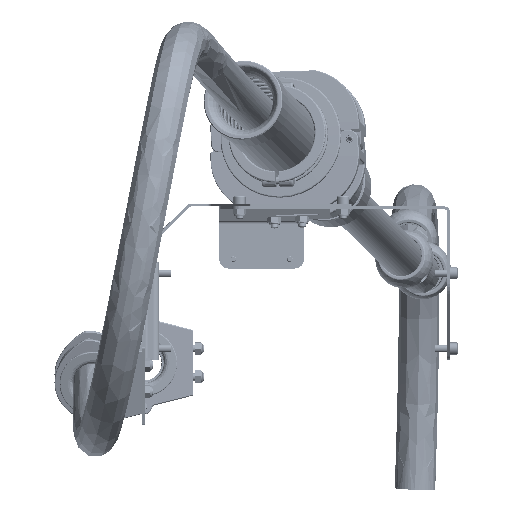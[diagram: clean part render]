
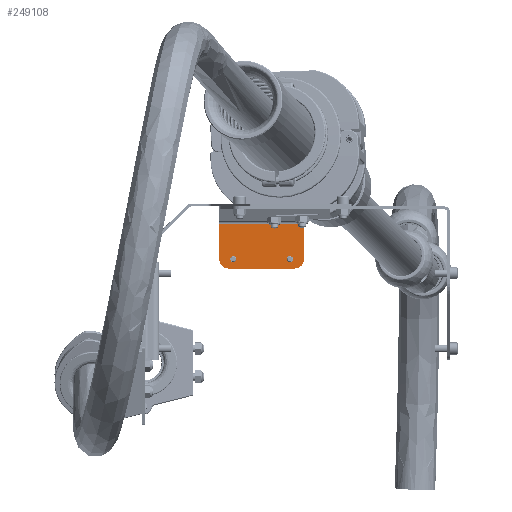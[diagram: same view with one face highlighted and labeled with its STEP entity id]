
A CAD part, left-side view. The second image highlights one B-rep face of the part: STEP entity #249108.
In plain terms, the highlighted planar face has unit normal (-1, 0, 0).
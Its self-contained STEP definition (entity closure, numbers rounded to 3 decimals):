
#1537 = CARTESIAN_POINT ( 'NONE',  ( 423., 62., 1933.261 ) ) ;
#4115 = VERTEX_POINT ( 'NONE', #203511 ) ;
#5508 = DIRECTION ( 'NONE',  ( -1., 0., 0. ) ) ;
#6494 = CIRCLE ( 'NONE', #168133, 10. ) ;
#11872 = CARTESIAN_POINT ( 'NONE',  ( 423., 142., 1875.013 ) ) ;
#15232 = VECTOR ( 'NONE', #293848, 1000. ) ;
#17739 = EDGE_LOOP ( 'NONE', ( #20931, #192754 ) ) ;
#18012 = LINE ( 'NONE', #1537, #203431 ) ;
#20931 = ORIENTED_EDGE ( 'NONE', *, *, #159630, .F. ) ;
#24338 = ORIENTED_EDGE ( 'NONE', *, *, #224228, .F. ) ;
#24967 = CIRCLE ( 'NONE', #210417, 3.3 ) ;
#32567 = DIRECTION ( 'NONE',  ( -1., 0., 0. ) ) ;
#33842 = CARTESIAN_POINT ( 'NONE',  ( 423., 140.3, 1875. ) ) ;
#36501 = PLANE ( 'NONE',  #189143 ) ;
#37739 = CARTESIAN_POINT ( 'NONE',  ( 423., 77., 1875. ) ) ;
#40711 = ORIENTED_EDGE ( 'NONE', *, *, #238161, .F. ) ;
#42770 = DIRECTION ( 'NONE',  ( -1., 0., 0. ) ) ;
#43112 = EDGE_CURVE ( 'NONE', #149553, #206031, #267155, .T. ) ;
#46976 = ORIENTED_EDGE ( 'NONE', *, *, #43112, .F. ) ;
#47036 = EDGE_CURVE ( 'NONE', #135064, #269443, #184329, .T. ) ;
#54747 = CIRCLE ( 'NONE', #178556, 10. ) ;
#54765 = AXIS2_PLACEMENT_3D ( 'NONE', #37739, #268600, #60115 ) ;
#55836 = AXIS2_PLACEMENT_3D ( 'NONE', #242555, #32567, #81693 ) ;
#60115 = DIRECTION ( 'NONE',  ( 0., 0., 1. ) ) ;
#66769 = CARTESIAN_POINT ( 'NONE',  ( 423., 72., 1865.013 ) ) ;
#71622 = EDGE_CURVE ( 'NONE', #269443, #135064, #24967, .T. ) ;
#75895 = DIRECTION ( 'NONE',  ( 0., 0., 1. ) ) ;
#81222 = DIRECTION ( 'NONE',  ( 0., 0., 1. ) ) ;
#81693 = DIRECTION ( 'NONE',  ( 0., 0., 1. ) ) ;
#85224 = VERTEX_POINT ( 'NONE', #197320 ) ;
#92849 = CIRCLE ( 'NONE', #54765, 3.3 ) ;
#93861 = DIRECTION ( 'NONE',  ( 0., 0., 1. ) ) ;
#97367 = ORIENTED_EDGE ( 'NONE', *, *, #136207, .T. ) ;
#97841 = CARTESIAN_POINT ( 'NONE',  ( 423., 137., 1875. ) ) ;
#116102 = CARTESIAN_POINT ( 'NONE',  ( 423., 80.3, 1875. ) ) ;
#118927 = CARTESIAN_POINT ( 'NONE',  ( 423., 62., 1912.496 ) ) ;
#124403 = FACE_BOUND ( 'NONE', #264796, .T. ) ;
#127363 = CARTESIAN_POINT ( 'NONE',  ( 423., 34., 1933.261 ) ) ;
#129124 = EDGE_CURVE ( 'NONE', #85224, #206031, #6494, .T. ) ;
#132598 = EDGE_CURVE ( 'NONE', #279058, #211188, #92849, .T. ) ;
#135064 = VERTEX_POINT ( 'NONE', #240935 ) ;
#136207 = EDGE_CURVE ( 'NONE', #149553, #4115, #54747, .T. ) ;
#137199 = EDGE_LOOP ( 'NONE', ( #46976, #97367, #182060, #40711, #24338, #177091 ) ) ;
#142765 = LINE ( 'NONE', #236532, #269265 ) ;
#144653 = ORIENTED_EDGE ( 'NONE', *, *, #47036, .F. ) ;
#148259 = DIRECTION ( 'NONE',  ( 0., 0., 1. ) ) ;
#149553 = VERTEX_POINT ( 'NONE', #66769 ) ;
#150507 = CARTESIAN_POINT ( 'NONE',  ( 423., 73.7, 1875. ) ) ;
#155977 = CARTESIAN_POINT ( 'NONE',  ( 423., 77., 1875. ) ) ;
#159630 = EDGE_CURVE ( 'NONE', #211188, #279058, #276169, .T. ) ;
#168133 = AXIS2_PLACEMENT_3D ( 'NONE', #11872, #220403, #198046 ) ;
#169299 = DIRECTION ( 'NONE',  ( 0., 0., 1. ) ) ;
#177091 = ORIENTED_EDGE ( 'NONE', *, *, #129124, .T. ) ;
#178556 = AXIS2_PLACEMENT_3D ( 'NONE', #192050, #279995, #75895 ) ;
#182060 = ORIENTED_EDGE ( 'NONE', *, *, #197875, .T. ) ;
#184329 = CIRCLE ( 'NONE', #55836, 3.3 ) ;
#189143 = AXIS2_PLACEMENT_3D ( 'NONE', #127363, #288223, #148259 ) ;
#191485 = FACE_OUTER_BOUND ( 'NONE', #137199, .T. ) ;
#192050 = CARTESIAN_POINT ( 'NONE',  ( 423., 72., 1875.013 ) ) ;
#192754 = ORIENTED_EDGE ( 'NONE', *, *, #132598, .F. ) ;
#195935 = LINE ( 'NONE', #219725, #209551 ) ;
#197320 = CARTESIAN_POINT ( 'NONE',  ( 423., 152., 1875.013 ) ) ;
#197875 = EDGE_CURVE ( 'NONE', #4115, #199571, #18012, .T. ) ;
#198046 = DIRECTION ( 'NONE',  ( 0., 0., 1. ) ) ;
#199571 = VERTEX_POINT ( 'NONE', #118927 ) ;
#200040 = AXIS2_PLACEMENT_3D ( 'NONE', #155977, #42770, #202164 ) ;
#202164 = DIRECTION ( 'NONE',  ( 0., 0., 1. ) ) ;
#203431 = VECTOR ( 'NONE', #93861, 1000. ) ;
#203511 = CARTESIAN_POINT ( 'NONE',  ( 423., 62., 1875.013 ) ) ;
#206031 = VERTEX_POINT ( 'NONE', #289441 ) ;
#209551 = VECTOR ( 'NONE', #81222, 1000. ) ;
#210417 = AXIS2_PLACEMENT_3D ( 'NONE', #97841, #5508, #169299 ) ;
#211188 = VERTEX_POINT ( 'NONE', #116102 ) ;
#218229 = FACE_BOUND ( 'NONE', #17739, .T. ) ;
#219089 = VERTEX_POINT ( 'NONE', #262710 ) ;
#219725 = CARTESIAN_POINT ( 'NONE',  ( 423., 152., 1933.261 ) ) ;
#220403 = DIRECTION ( 'NONE',  ( -1., 0., 0. ) ) ;
#224228 = EDGE_CURVE ( 'NONE', #85224, #219089, #195935, .T. ) ;
#236532 = CARTESIAN_POINT ( 'NONE',  ( 423., 172., 1912.496 ) ) ;
#238003 = DIRECTION ( 'NONE',  ( 0., -1., 0. ) ) ;
#238161 = EDGE_CURVE ( 'NONE', #219089, #199571, #142765, .T. ) ;
#240935 = CARTESIAN_POINT ( 'NONE',  ( 423., 133.7, 1875. ) ) ;
#242555 = CARTESIAN_POINT ( 'NONE',  ( 423., 137., 1875. ) ) ;
#249108 = ADVANCED_FACE ( 'NONE', ( #124403, #218229, #191485 ), #36501, .T. ) ;
#262710 = CARTESIAN_POINT ( 'NONE',  ( 423., 152., 1912.496 ) ) ;
#264796 = EDGE_LOOP ( 'NONE', ( #272253, #144653 ) ) ;
#267155 = LINE ( 'NONE', #289471, #15232 ) ;
#268600 = DIRECTION ( 'NONE',  ( -1., 0., 0. ) ) ;
#269265 = VECTOR ( 'NONE', #238003, 1000. ) ;
#269443 = VERTEX_POINT ( 'NONE', #33842 ) ;
#272253 = ORIENTED_EDGE ( 'NONE', *, *, #71622, .F. ) ;
#276169 = CIRCLE ( 'NONE', #200040, 3.3 ) ;
#279058 = VERTEX_POINT ( 'NONE', #150507 ) ;
#279995 = DIRECTION ( 'NONE',  ( -1., 0., 0. ) ) ;
#288223 = DIRECTION ( 'NONE',  ( -1., 0., 0. ) ) ;
#289441 = CARTESIAN_POINT ( 'NONE',  ( 423., 142., 1865.013 ) ) ;
#289471 = CARTESIAN_POINT ( 'NONE',  ( 423., 34., 1865.013 ) ) ;
#293848 = DIRECTION ( 'NONE',  ( 0., 1., 0. ) ) ;
